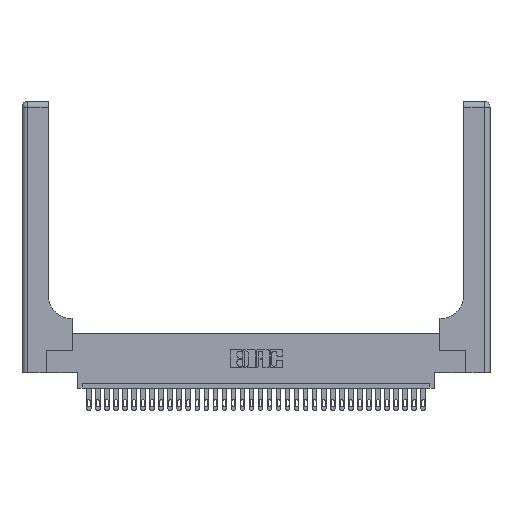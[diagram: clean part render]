
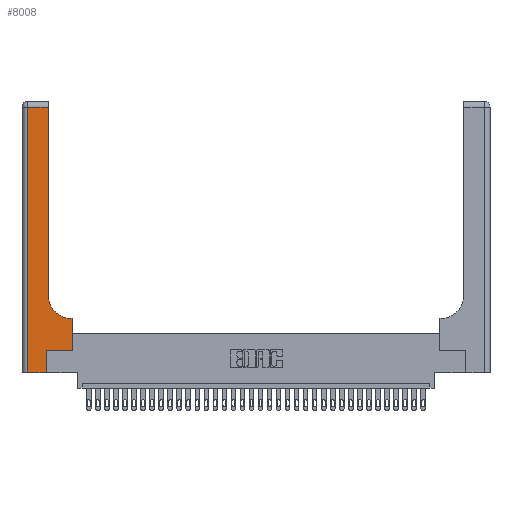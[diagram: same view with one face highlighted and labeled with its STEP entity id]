
A CAD part, top view. The second image highlights one B-rep face of the part: STEP entity #8008.
In plain terms, the highlighted planar face has unit normal (0, 0, 1).
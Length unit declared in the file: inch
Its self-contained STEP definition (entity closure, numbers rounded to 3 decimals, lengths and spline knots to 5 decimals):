
#113 = CARTESIAN_POINT ( 'NONE',  ( 0.5415, 0.6, 0.37 ) ) ;
#536 = VERTEX_POINT ( 'NONE', #28867 ) ;
#673 = CARTESIAN_POINT ( 'NONE',  ( 0.2915, 3., 0.37 ) ) ;
#747 = DIRECTION ( 'NONE',  ( -1., 0., 0. ) ) ;
#761 = LINE ( 'NONE', #1977, #4110 ) ;
#938 = VECTOR ( 'NONE', #14652, 39.37008 ) ;
#1977 = CARTESIAN_POINT ( 'NONE',  ( 0., 0., 0.37 ) ) ;
#2037 = EDGE_CURVE ( 'NONE', #22971, #536, #761, .T. ) ;
#2926 = FACE_OUTER_BOUND ( 'NONE', #22034, .T. ) ;
#4110 = VECTOR ( 'NONE', #33584, 39.37008 ) ;
#4379 = ORIENTED_EDGE ( 'NONE', *, *, #13617, .T. ) ;
#5115 = LINE ( 'NONE', #16790, #938 ) ;
#5444 = DIRECTION ( 'NONE',  ( 0., 1., 0. ) ) ;
#6258 = VERTEX_POINT ( 'NONE', #29207 ) ;
#6448 = LINE ( 'NONE', #14231, #18503 ) ;
#7028 = AXIS2_PLACEMENT_3D ( 'NONE', #24529, #26951, #11314 ) ;
#8008 = ADVANCED_FACE ( 'NONE', ( #2926 ), #19058, .F. ) ;
#8678 = CARTESIAN_POINT ( 'NONE',  ( 0.269, 0.25, 0.37 ) ) ;
#8930 = DIRECTION ( 'NONE',  ( -1., 0., 0. ) ) ;
#9427 = CIRCLE ( 'NONE', #18536, 0.25 ) ;
#9440 = VERTEX_POINT ( 'NONE', #8678 ) ;
#10067 = VERTEX_POINT ( 'NONE', #19209 ) ;
#10406 = CARTESIAN_POINT ( 'NONE',  ( 0.5585, 0.25, 0.37 ) ) ;
#10575 = CARTESIAN_POINT ( 'NONE',  ( 0.5585, 0.25, 0.37 ) ) ;
#11283 = CARTESIAN_POINT ( 'NONE',  ( 0.269, 0.25, 0.37 ) ) ;
#11314 = DIRECTION ( 'NONE',  ( -1., 0., 0. ) ) ;
#12641 = ORIENTED_EDGE ( 'NONE', *, *, #18778, .T. ) ;
#13617 = EDGE_CURVE ( 'NONE', #536, #9440, #5115, .T. ) ;
#13763 = EDGE_CURVE ( 'NONE', #6258, #30570, #25848, .T. ) ;
#14067 = VERTEX_POINT ( 'NONE', #10406 ) ;
#14231 = CARTESIAN_POINT ( 'NONE',  ( 0., 2.94, 0.37 ) ) ;
#14652 = DIRECTION ( 'NONE',  ( 0., 1., 0. ) ) ;
#14722 = ORIENTED_EDGE ( 'NONE', *, *, #16533, .T. ) ;
#14838 = LINE ( 'NONE', #17133, #28079 ) ;
#15271 = CARTESIAN_POINT ( 'NONE',  ( 0.06, 0., 0.37 ) ) ;
#16057 = ORIENTED_EDGE ( 'NONE', *, *, #17055, .T. ) ;
#16533 = EDGE_CURVE ( 'NONE', #30570, #10067, #6448, .T. ) ;
#16707 = VECTOR ( 'NONE', #5444, 39.37008 ) ;
#16790 = CARTESIAN_POINT ( 'NONE',  ( 0.269, 0., 0.37 ) ) ;
#17055 = EDGE_CURVE ( 'NONE', #9440, #14067, #32964, .T. ) ;
#17133 = CARTESIAN_POINT ( 'NONE',  ( 0.2915, 0.6, 0.37 ) ) ;
#18503 = VECTOR ( 'NONE', #747, 39.37008 ) ;
#18536 = AXIS2_PLACEMENT_3D ( 'NONE', #32790, #22163, #24470 ) ;
#18778 = EDGE_CURVE ( 'NONE', #14067, #19762, #32079, .T. ) ;
#18855 = VECTOR ( 'NONE', #30379, 39.37008 ) ;
#18940 = LINE ( 'NONE', #30751, #34355 ) ;
#19058 = PLANE ( 'NONE',  #7028 ) ;
#19149 = VECTOR ( 'NONE', #24684, 39.37008 ) ;
#19209 = CARTESIAN_POINT ( 'NONE',  ( 0.06, 2.94, 0.37 ) ) ;
#19762 = VERTEX_POINT ( 'NONE', #28537 ) ;
#20474 = ORIENTED_EDGE ( 'NONE', *, *, #25325, .T. ) ;
#21670 = ORIENTED_EDGE ( 'NONE', *, *, #28969, .T. ) ;
#21996 = CARTESIAN_POINT ( 'NONE',  ( 0.2915, 2.94, 0.37 ) ) ;
#22034 = EDGE_LOOP ( 'NONE', ( #30979, #14722, #21670, #25735, #4379, #16057, #12641, #31743, #20474 ) ) ;
#22163 = DIRECTION ( 'NONE',  ( 0., 0., -1. ) ) ;
#22597 = VERTEX_POINT ( 'NONE', #113 ) ;
#22971 = VERTEX_POINT ( 'NONE', #15271 ) ;
#24470 = DIRECTION ( 'NONE',  ( 1., 0., 0. ) ) ;
#24529 = CARTESIAN_POINT ( 'NONE',  ( 0., 3., 0.37 ) ) ;
#24684 = DIRECTION ( 'NONE',  ( 0., 1., 0. ) ) ;
#25325 = EDGE_CURVE ( 'NONE', #22597, #6258, #9427, .T. ) ;
#25735 = ORIENTED_EDGE ( 'NONE', *, *, #2037, .T. ) ;
#25848 = LINE ( 'NONE', #673, #19149 ) ;
#26237 = DIRECTION ( 'NONE',  ( 0., -1., 0. ) ) ;
#26951 = DIRECTION ( 'NONE',  ( 0., 0., -1. ) ) ;
#28079 = VECTOR ( 'NONE', #8930, 39.37008 ) ;
#28537 = CARTESIAN_POINT ( 'NONE',  ( 0.5585, 0.6, 0.37 ) ) ;
#28867 = CARTESIAN_POINT ( 'NONE',  ( 0.269, 0., 0.37 ) ) ;
#28969 = EDGE_CURVE ( 'NONE', #10067, #22971, #18940, .T. ) ;
#29207 = CARTESIAN_POINT ( 'NONE',  ( 0.2915, 0.85, 0.37 ) ) ;
#30237 = EDGE_CURVE ( 'NONE', #19762, #22597, #14838, .T. ) ;
#30379 = DIRECTION ( 'NONE',  ( 1., 0., 0. ) ) ;
#30570 = VERTEX_POINT ( 'NONE', #21996 ) ;
#30751 = CARTESIAN_POINT ( 'NONE',  ( 0.06, 3., 0.37 ) ) ;
#30979 = ORIENTED_EDGE ( 'NONE', *, *, #13763, .T. ) ;
#31743 = ORIENTED_EDGE ( 'NONE', *, *, #30237, .T. ) ;
#32079 = LINE ( 'NONE', #10575, #16707 ) ;
#32790 = CARTESIAN_POINT ( 'NONE',  ( 0.5415, 0.85, 0.37 ) ) ;
#32964 = LINE ( 'NONE', #11283, #18855 ) ;
#33584 = DIRECTION ( 'NONE',  ( 1., 0., 0. ) ) ;
#34355 = VECTOR ( 'NONE', #26237, 39.37008 ) ;
